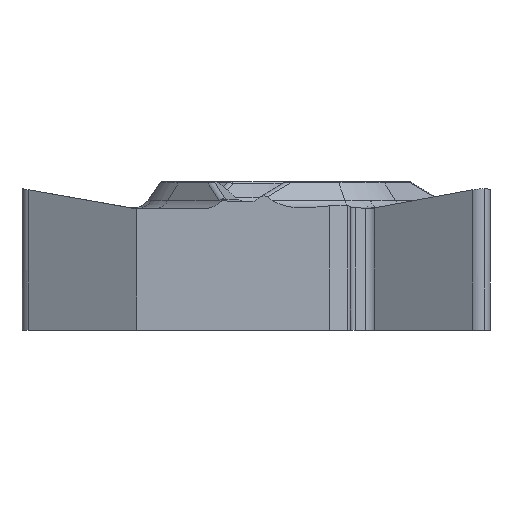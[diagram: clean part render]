
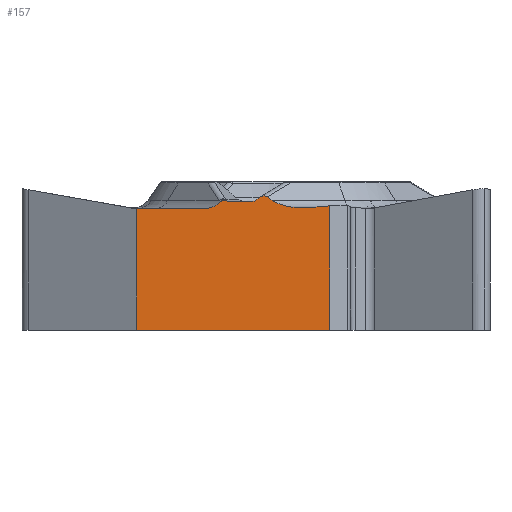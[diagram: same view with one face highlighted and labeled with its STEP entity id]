
A CAD part, left-side view. The second image highlights one B-rep face of the part: STEP entity #157.
In plain terms, the highlighted planar face has unit normal (-1, 0, 0).
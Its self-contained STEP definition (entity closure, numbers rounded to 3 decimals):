
#157=ADVANCED_FACE('',(#362),#315,.F.);
#315=PLANE('',#2696);
#362=FACE_OUTER_BOUND('',#515,.T.);
#515=EDGE_LOOP('',(#861,#862,#863,#864,#865,#866,#867,#868,#869,#870,#871,
#872,#873,#874,#875));
#678=CIRCLE('',#2695,0.75);
#791=ELLIPSE('',#2690,1.5,0.75);
#792=ELLIPSE('',#2691,0.304,0.205);
#793=ELLIPSE('',#2692,0.309,0.3);
#794=ELLIPSE('',#2693,0.309,0.3);
#795=ELLIPSE('',#2694,0.884,0.75);
#861=ORIENTED_EDGE('',*,*,#1890,.T.);
#862=ORIENTED_EDGE('',*,*,#1891,.F.);
#863=ORIENTED_EDGE('',*,*,#1892,.T.);
#864=ORIENTED_EDGE('',*,*,#1893,.T.);
#865=ORIENTED_EDGE('',*,*,#1894,.F.);
#866=ORIENTED_EDGE('',*,*,#1895,.F.);
#867=ORIENTED_EDGE('',*,*,#1896,.T.);
#868=ORIENTED_EDGE('',*,*,#1897,.T.);
#869=ORIENTED_EDGE('',*,*,#1898,.T.);
#870=ORIENTED_EDGE('',*,*,#1899,.T.);
#871=ORIENTED_EDGE('',*,*,#1900,.F.);
#872=ORIENTED_EDGE('',*,*,#1901,.T.);
#873=ORIENTED_EDGE('',*,*,#1902,.T.);
#874=ORIENTED_EDGE('',*,*,#1903,.T.);
#875=ORIENTED_EDGE('',*,*,#1904,.F.);
#1649=VERTEX_POINT('',#4139);
#1650=VERTEX_POINT('',#4140);
#1651=VERTEX_POINT('',#4142);
#1652=VERTEX_POINT('',#4144);
#1653=VERTEX_POINT('',#4146);
#1654=VERTEX_POINT('',#4148);
#1655=VERTEX_POINT('',#4150);
#1656=VERTEX_POINT('',#4152);
#1657=VERTEX_POINT('',#4154);
#1658=VERTEX_POINT('',#4156);
#1659=VERTEX_POINT('',#4158);
#1660=VERTEX_POINT('',#4172);
#1661=VERTEX_POINT('',#4174);
#1662=VERTEX_POINT('',#4176);
#1663=VERTEX_POINT('',#4178);
#1890=EDGE_CURVE('',#1649,#1650,#2277,.T.);
#1891=EDGE_CURVE('',#1651,#1650,#2278,.T.);
#1892=EDGE_CURVE('',#1651,#1652,#2279,.T.);
#1893=EDGE_CURVE('',#1652,#1653,#791,.T.);
#1894=EDGE_CURVE('',#1654,#1653,#2280,.T.);
#1895=EDGE_CURVE('',#1655,#1654,#792,.T.);
#1896=EDGE_CURVE('',#1655,#1656,#2281,.T.);
#1897=EDGE_CURVE('',#1656,#1657,#793,.T.);
#1898=EDGE_CURVE('',#1657,#1658,#2282,.T.);
#1899=EDGE_CURVE('',#1658,#1659,#794,.T.);
#1900=EDGE_CURVE('',#1660,#1659,#2596,.T.);
#1901=EDGE_CURVE('',#1660,#1661,#795,.T.);
#1902=EDGE_CURVE('',#1661,#1662,#2283,.T.);
#1903=EDGE_CURVE('',#1662,#1663,#678,.T.);
#1904=EDGE_CURVE('',#1649,#1663,#2284,.T.);
#2277=LINE('',#4138,#2436);
#2278=LINE('',#4141,#2437);
#2279=LINE('',#4143,#2438);
#2280=LINE('',#4147,#2439);
#2281=LINE('',#4151,#2440);
#2282=LINE('',#4155,#2441);
#2283=LINE('',#4175,#2442);
#2284=LINE('',#4179,#2443);
#2436=VECTOR('',#2999,1.);
#2437=VECTOR('',#3000,1.);
#2438=VECTOR('',#3001,1.);
#2439=VECTOR('',#3004,1.);
#2440=VECTOR('',#3007,1.);
#2441=VECTOR('',#3010,1.);
#2442=VECTOR('',#3015,1.);
#2443=VECTOR('',#3018,1.);
#2596=B_SPLINE_CURVE_WITH_KNOTS('',3,(#4159,#4160,#4161,#4162,#4163,#4164,
#4165,#4166,#4167,#4168,#4169,#4170,#4171),.UNSPECIFIED.,.F.,.F.,(4,3,3,
3,4),(0.,0.251,0.501,0.761,1.),
 .UNSPECIFIED.);
#2690=AXIS2_PLACEMENT_3D('',#4145,#3002,#3003);
#2691=AXIS2_PLACEMENT_3D('',#4149,#3005,#3006);
#2692=AXIS2_PLACEMENT_3D('',#4153,#3008,#3009);
#2693=AXIS2_PLACEMENT_3D('',#4157,#3011,#3012);
#2694=AXIS2_PLACEMENT_3D('',#4173,#3013,#3014);
#2695=AXIS2_PLACEMENT_3D('',#4177,#3016,#3017);
#2696=AXIS2_PLACEMENT_3D('',#4180,#3019,#3020);
#2999=DIRECTION('',(0.,-1.,0.));
#3000=DIRECTION('',(0.,0.,-1.));
#3001=DIRECTION('',(0.,0.996,-0.088));
#3002=DIRECTION('',(1.,0.,0.));
#3003=DIRECTION('',(0.,1.,0.));
#3004=DIRECTION('',(0.,-0.814,-0.581));
#3005=DIRECTION('',(1.,0.,0.));
#3006=DIRECTION('',(0.,-0.858,0.514));
#3007=DIRECTION('',(0.,0.775,-0.631));
#3008=DIRECTION('',(1.,0.,0.));
#3009=DIRECTION('',(0.,-1.,0.));
#3010=DIRECTION('',(0.,1.,0.));
#3011=DIRECTION('',(1.,0.,0.));
#3012=DIRECTION('',(0.,-1.,0.));
#3013=DIRECTION('',(1.,0.,0.));
#3014=DIRECTION('',(0.,-1.,0.));
#3015=DIRECTION('',(0.,1.,0.));
#3016=DIRECTION('',(1.,0.,0.));
#3017=DIRECTION('',(0.,1.,0.));
#3018=DIRECTION('',(0.,0.,1.));
#3019=DIRECTION('',(1.,0.,0.));
#3020=DIRECTION('',(0.,1.,0.));
#4138=CARTESIAN_POINT('',(-6.35,8.7,-5.56));
#4139=CARTESIAN_POINT('',(-6.35,5.823,-5.56));
#4140=CARTESIAN_POINT('',(-6.35,-2.051,-5.56));
#4141=CARTESIAN_POINT('',(-6.35,-2.051,25.));
#4142=CARTESIAN_POINT('',(-6.35,-2.051,-0.489));
#4143=CARTESIAN_POINT('',(-6.35,-2.246,-0.472));
#4144=CARTESIAN_POINT('',(-6.35,-1.196,-0.565));
#4145=CARTESIAN_POINT('',(-6.35,-0.935,0.174));
#4146=CARTESIAN_POINT('',(-6.35,0.293,-0.256));
#4147=CARTESIAN_POINT('',(-6.35,17.805,12.249));
#4148=CARTESIAN_POINT('',(-6.35,0.483,-0.121));
#4149=CARTESIAN_POINT('',(-6.35,0.704,-0.32));
#4150=CARTESIAN_POINT('',(-6.35,0.862,-0.181));
#4151=CARTESIAN_POINT('',(-6.35,-6.754,6.019));
#4152=CARTESIAN_POINT('',(-6.35,0.934,-0.24));
#4153=CARTESIAN_POINT('',(-6.35,1.132,-0.01));
#4154=CARTESIAN_POINT('',(-6.35,1.132,-0.31));
#4155=CARTESIAN_POINT('',(-6.35,8.7,-0.31));
#4156=CARTESIAN_POINT('',(-6.35,2.034,-0.31));
#4157=CARTESIAN_POINT('',(-6.35,2.034,-0.01));
#4158=CARTESIAN_POINT('',(-6.35,2.162,-0.283));
#4159=CARTESIAN_POINT('',(-6.35,2.401,-0.323));
#4160=CARTESIAN_POINT('',(-6.35,2.386,-0.307));
#4161=CARTESIAN_POINT('',(-6.35,2.369,-0.294));
#4162=CARTESIAN_POINT('',(-6.35,2.349,-0.285));
#4163=CARTESIAN_POINT('',(-6.35,2.33,-0.275));
#4164=CARTESIAN_POINT('',(-6.35,2.309,-0.268));
#4165=CARTESIAN_POINT('',(-6.35,2.288,-0.265));
#4166=CARTESIAN_POINT('',(-6.35,2.266,-0.262));
#4167=CARTESIAN_POINT('',(-6.35,2.243,-0.262));
#4168=CARTESIAN_POINT('',(-6.35,2.221,-0.266));
#4169=CARTESIAN_POINT('',(-6.35,2.2,-0.269));
#4170=CARTESIAN_POINT('',(-6.35,2.18,-0.275));
#4171=CARTESIAN_POINT('',(-6.35,2.162,-0.283));
#4172=CARTESIAN_POINT('',(-6.35,2.401,-0.323));
#4173=CARTESIAN_POINT('',(-6.35,3.09,0.147));
#4174=CARTESIAN_POINT('',(-6.35,3.09,-0.603));
#4175=CARTESIAN_POINT('',(-6.35,8.7,-0.603));
#4176=CARTESIAN_POINT('',(-6.35,5.814,-0.603));
#4177=CARTESIAN_POINT('',(-6.35,5.814,0.147));
#4178=CARTESIAN_POINT('',(-6.35,5.823,-0.603));
#4179=CARTESIAN_POINT('',(-6.35,5.823,25.));
#4180=CARTESIAN_POINT('',(-6.35,8.7,25.));
